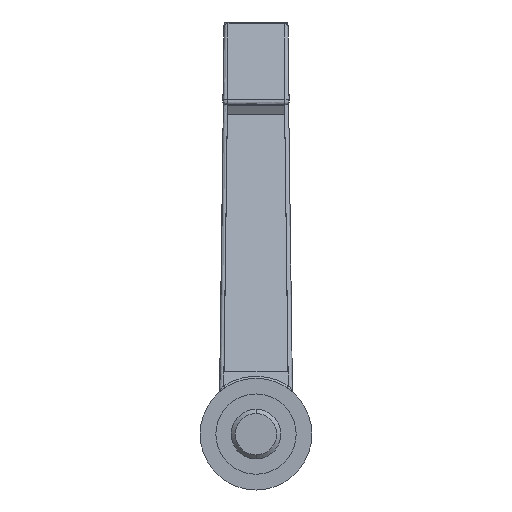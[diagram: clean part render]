
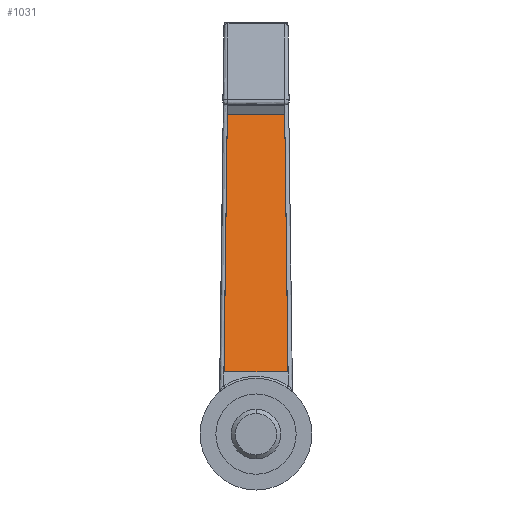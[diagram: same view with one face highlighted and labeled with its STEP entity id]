
A CAD part, front view. The second image highlights one B-rep face of the part: STEP entity #1031.
In plain terms, the highlighted planar face has unit normal (0, -0.978, 0.21).
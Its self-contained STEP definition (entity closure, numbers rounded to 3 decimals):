
#95 = VECTOR ( 'NONE', #2874, 1000. ) ;
#147 = ORIENTED_EDGE ( 'NONE', *, *, #326, .T. ) ;
#326 = EDGE_CURVE ( 'NONE', #3773, #1217, #1451, .T. ) ;
#454 = DIRECTION ( 'NONE',  ( -1., 0., 0. ) ) ;
#464 = CARTESIAN_POINT ( 'NONE',  ( 3.466, 23.685, 38.638 ) ) ;
#505 = LINE ( 'NONE', #856, #4538 ) ;
#540 = AXIS2_PLACEMENT_3D ( 'NONE', #2936, #1190, #792 ) ;
#586 = EDGE_CURVE ( 'NONE', #1217, #3842, #907, .T. ) ;
#792 = DIRECTION ( 'NONE',  ( 0., -0.21, -0.978 ) ) ;
#856 = CARTESIAN_POINT ( 'NONE',  ( 3.875, 16.789, 6.477 ) ) ;
#858 = CARTESIAN_POINT ( 'NONE',  ( 3.875, 16.789, 6.477 ) ) ;
#886 = DIRECTION ( 'NONE',  ( 1., 0., 0. ) ) ;
#907 = LINE ( 'NONE', #3381, #4546 ) ;
#1031 = ADVANCED_FACE ( 'NONE', ( #3312 ), #1836, .T. ) ;
#1042 = ORIENTED_EDGE ( 'NONE', *, *, #2556, .T. ) ;
#1112 = LINE ( 'NONE', #1870, #2533 ) ;
#1169 = VERTEX_POINT ( 'NONE', #464 ) ;
#1190 = DIRECTION ( 'NONE',  ( 0., -0.978, 0.21 ) ) ;
#1217 = VERTEX_POINT ( 'NONE', #4185 ) ;
#1405 = CARTESIAN_POINT ( 'NONE',  ( -3.875, 16.789, 6.477 ) ) ;
#1434 = EDGE_LOOP ( 'NONE', ( #1989, #1042, #147, #2549 ) ) ;
#1451 = LINE ( 'NONE', #1405, #95 ) ;
#1836 = PLANE ( 'NONE',  #540 ) ;
#1870 = CARTESIAN_POINT ( 'NONE',  ( 3.466, 23.685, 38.638 ) ) ;
#1989 = ORIENTED_EDGE ( 'NONE', *, *, #2730, .T. ) ;
#2266 = DIRECTION ( 'NONE',  ( -0.012, 0.21, 0.978 ) ) ;
#2533 = VECTOR ( 'NONE', #454, 1000. ) ;
#2549 = ORIENTED_EDGE ( 'NONE', *, *, #586, .T. ) ;
#2556 = EDGE_CURVE ( 'NONE', #1169, #3773, #1112, .T. ) ;
#2730 = EDGE_CURVE ( 'NONE', #3842, #1169, #505, .T. ) ;
#2874 = DIRECTION ( 'NONE',  ( -0.012, -0.21, -0.978 ) ) ;
#2936 = CARTESIAN_POINT ( 'NONE',  ( 0., 14.723, -3.157 ) ) ;
#3312 = FACE_OUTER_BOUND ( 'NONE', #1434, .T. ) ;
#3381 = CARTESIAN_POINT ( 'NONE',  ( 3.875, 16.789, 6.477 ) ) ;
#3585 = CARTESIAN_POINT ( 'NONE',  ( -3.466, 23.685, 38.638 ) ) ;
#3773 = VERTEX_POINT ( 'NONE', #3585 ) ;
#3842 = VERTEX_POINT ( 'NONE', #858 ) ;
#4185 = CARTESIAN_POINT ( 'NONE',  ( -3.875, 16.789, 6.477 ) ) ;
#4538 = VECTOR ( 'NONE', #2266, 1000. ) ;
#4546 = VECTOR ( 'NONE', #886, 1000. ) ;
